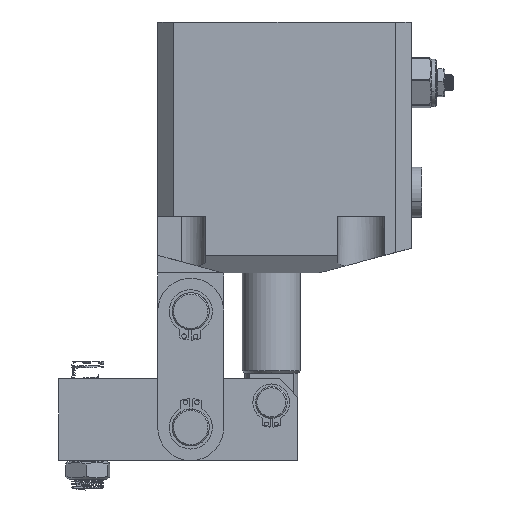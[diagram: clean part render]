
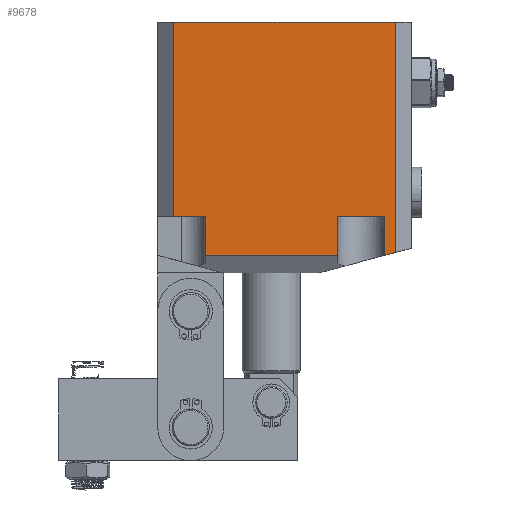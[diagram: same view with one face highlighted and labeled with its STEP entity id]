
A CAD part, front view. The second image highlights one B-rep face of the part: STEP entity #9678.
In plain terms, the highlighted planar face has unit normal (0, -1, 0).
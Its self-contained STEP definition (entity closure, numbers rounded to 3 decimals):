
#1779 = CARTESIAN_POINT ( 'NONE',  ( 47., -43., -39.729 ) ) ;
#2147 = CARTESIAN_POINT ( 'NONE',  ( 47., -43., -40.801 ) ) ;
#2472 = EDGE_LOOP ( 'NONE', ( #45727, #42524, #44832, #20978, #42720, #8515, #9195, #30670, #30210, #27184 ) ) ;
#7375 = VECTOR ( 'NONE', #34941, 1000. ) ;
#8206 = DIRECTION ( 'NONE',  ( 0., 0., 1. ) ) ;
#8515 = ORIENTED_EDGE ( 'NONE', *, *, #37664, .F. ) ;
#8689 = VERTEX_POINT ( 'NONE', #17092 ) ;
#9195 = ORIENTED_EDGE ( 'NONE', *, *, #40455, .T. ) ;
#9678 = ADVANCED_FACE ( 'NONE', ( #39203 ), #60450, .F. ) ;
#10665 = VECTOR ( 'NONE', #13549, 1000. ) ;
#10768 = VECTOR ( 'NONE', #55104, 1000. ) ;
#11027 = CARTESIAN_POINT ( 'NONE',  ( -25., -43., -40.801 ) ) ;
#12241 = VECTOR ( 'NONE', #35240, 1000. ) ;
#13549 = DIRECTION ( 'NONE',  ( 0., 0., 1. ) ) ;
#14722 = VERTEX_POINT ( 'NONE', #22492 ) ;
#14889 = EDGE_CURVE ( 'NONE', #44121, #43571, #27578, .T. ) ;
#14954 = LINE ( 'NONE', #15214, #16399 ) ;
#15214 = CARTESIAN_POINT ( 'NONE',  ( -37., -43., -40.801 ) ) ;
#15328 = EDGE_CURVE ( 'NONE', #45431, #41500, #47380, .T. ) ;
#15808 = CARTESIAN_POINT ( 'NONE',  ( -25., -43., -26. ) ) ;
#15871 = CARTESIAN_POINT ( 'NONE',  ( 25., -43., -40.801 ) ) ;
#16399 = VECTOR ( 'NONE', #38835, 1000. ) ;
#16419 = EDGE_CURVE ( 'NONE', #8689, #55189, #52422, .T. ) ;
#17092 = CARTESIAN_POINT ( 'NONE',  ( -37., -43., 47.5 ) ) ;
#17267 = VECTOR ( 'NONE', #51601, 1000. ) ;
#18909 = CARTESIAN_POINT ( 'NONE',  ( 47., -43., -39.729 ) ) ;
#20805 = DIRECTION ( 'NONE',  ( 0., 0., -1. ) ) ;
#20887 = CARTESIAN_POINT ( 'NONE',  ( -43., -43., 47.5 ) ) ;
#20978 = ORIENTED_EDGE ( 'NONE', *, *, #44451, .F. ) ;
#22492 = CARTESIAN_POINT ( 'NONE',  ( 43., -43., -40.801 ) ) ;
#22930 = VERTEX_POINT ( 'NONE', #1779 ) ;
#23999 = EDGE_CURVE ( 'NONE', #50234, #44121, #25715, .T. ) ;
#25715 = LINE ( 'NONE', #11027, #39662 ) ;
#27184 = ORIENTED_EDGE ( 'NONE', *, *, #14889, .F. ) ;
#27282 = CARTESIAN_POINT ( 'NONE',  ( 47., -43., -26. ) ) ;
#27492 = CARTESIAN_POINT ( 'NONE',  ( 43., -43., -40.801 ) ) ;
#27501 = LINE ( 'NONE', #45686, #52289 ) ;
#27578 = LINE ( 'NONE', #56513, #29066 ) ;
#29066 = VECTOR ( 'NONE', #38171, 1000. ) ;
#29328 = CARTESIAN_POINT ( 'NONE',  ( 25., -43., -40.801 ) ) ;
#30119 = LINE ( 'NONE', #18909, #17267 ) ;
#30210 = ORIENTED_EDGE ( 'NONE', *, *, #39291, .F. ) ;
#30670 = ORIENTED_EDGE ( 'NONE', *, *, #16419, .F. ) ;
#33089 = CARTESIAN_POINT ( 'NONE',  ( -37., -43., -26. ) ) ;
#33119 = CARTESIAN_POINT ( 'NONE',  ( 25., -43., -26. ) ) ;
#34115 = LINE ( 'NONE', #27492, #10665 ) ;
#34941 = DIRECTION ( 'NONE',  ( -1., 0., 0. ) ) ;
#35240 = DIRECTION ( 'NONE',  ( 1., 0., 0. ) ) ;
#37664 = EDGE_CURVE ( 'NONE', #22930, #14722, #30119, .T. ) ;
#38171 = DIRECTION ( 'NONE',  ( -1., 0., 0. ) ) ;
#38835 = DIRECTION ( 'NONE',  ( 0., 0., 1. ) ) ;
#39203 = FACE_OUTER_BOUND ( 'NONE', #2472, .T. ) ;
#39291 = EDGE_CURVE ( 'NONE', #43571, #8689, #14954, .T. ) ;
#39336 = LINE ( 'NONE', #27282, #10768 ) ;
#39389 = AXIS2_PLACEMENT_3D ( 'NONE', #60131, #59815, #59748 ) ;
#39662 = VECTOR ( 'NONE', #53044, 1000. ) ;
#40158 = EDGE_CURVE ( 'NONE', #14722, #50773, #34115, .T. ) ;
#40455 = EDGE_CURVE ( 'NONE', #22930, #55189, #27501, .T. ) ;
#41500 = VERTEX_POINT ( 'NONE', #29328 ) ;
#42524 = ORIENTED_EDGE ( 'NONE', *, *, #57081, .F. ) ;
#42720 = ORIENTED_EDGE ( 'NONE', *, *, #40158, .F. ) ;
#43571 = VERTEX_POINT ( 'NONE', #33089 ) ;
#44121 = VERTEX_POINT ( 'NONE', #15808 ) ;
#44451 = EDGE_CURVE ( 'NONE', #50773, #45431, #39336, .T. ) ;
#44832 = ORIENTED_EDGE ( 'NONE', *, *, #15328, .F. ) ;
#45373 = CARTESIAN_POINT ( 'NONE',  ( 47., -43., 47.5 ) ) ;
#45431 = VERTEX_POINT ( 'NONE', #33119 ) ;
#45686 = CARTESIAN_POINT ( 'NONE',  ( 47., -43., -40.253 ) ) ;
#45727 = ORIENTED_EDGE ( 'NONE', *, *, #23999, .F. ) ;
#46219 = LINE ( 'NONE', #2147, #7375 ) ;
#47380 = LINE ( 'NONE', #15871, #48829 ) ;
#48829 = VECTOR ( 'NONE', #20805, 1000. ) ;
#50105 = CARTESIAN_POINT ( 'NONE',  ( -25., -43., -40.801 ) ) ;
#50234 = VERTEX_POINT ( 'NONE', #50105 ) ;
#50773 = VERTEX_POINT ( 'NONE', #56653 ) ;
#51601 = DIRECTION ( 'NONE',  ( -0.966, 0., -0.259 ) ) ;
#52289 = VECTOR ( 'NONE', #8206, 1000. ) ;
#52422 = LINE ( 'NONE', #20887, #12241 ) ;
#53044 = DIRECTION ( 'NONE',  ( 0., 0., 1. ) ) ;
#55104 = DIRECTION ( 'NONE',  ( -1., 0., 0. ) ) ;
#55189 = VERTEX_POINT ( 'NONE', #45373 ) ;
#56513 = CARTESIAN_POINT ( 'NONE',  ( 47., -43., -26. ) ) ;
#56653 = CARTESIAN_POINT ( 'NONE',  ( 43., -43., -26. ) ) ;
#57081 = EDGE_CURVE ( 'NONE', #41500, #50234, #46219, .T. ) ;
#59748 = DIRECTION ( 'NONE',  ( 0., 0., 1. ) ) ;
#59815 = DIRECTION ( 'NONE',  ( 0., 1., 0. ) ) ;
#60131 = CARTESIAN_POINT ( 'NONE',  ( 47., -43., -40.801 ) ) ;
#60450 = PLANE ( 'NONE',  #39389 ) ;
